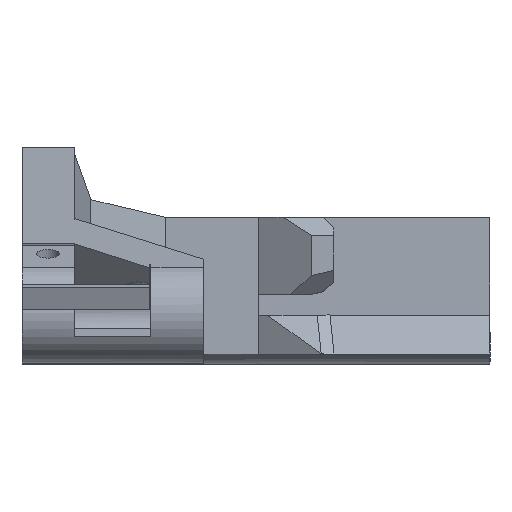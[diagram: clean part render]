
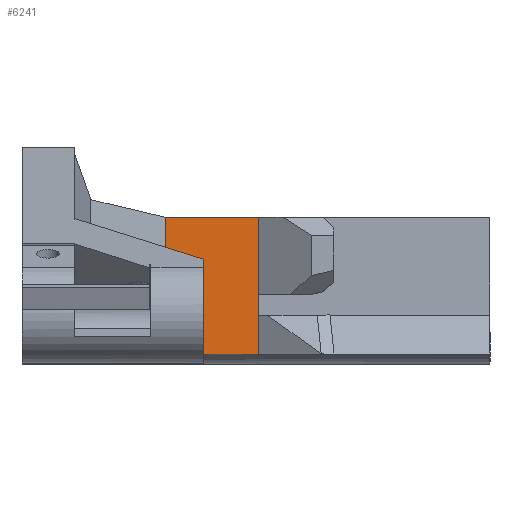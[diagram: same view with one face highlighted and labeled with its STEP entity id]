
A CAD part, top view. The second image highlights one B-rep face of the part: STEP entity #6241.
In plain terms, the highlighted planar face has unit normal (0, 0, 1).
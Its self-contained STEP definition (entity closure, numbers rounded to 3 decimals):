
#173 = PLANE('',#174);
#174 = AXIS2_PLACEMENT_3D('',#175,#176,#177);
#175 = CARTESIAN_POINT('',(-3.645,-15.553,
    -0.241));
#176 = DIRECTION('',(0.,0.722,-0.692));
#177 = DIRECTION('',(0.,0.692,0.722));
#202 = CYLINDRICAL_SURFACE('',#203,9.5);
#203 = AXIS2_PLACEMENT_3D('',#204,#205,#206);
#204 = CARTESIAN_POINT('',(-45.542,-32.1,-3.784));
#205 = DIRECTION('',(-1.,0.,0.));
#206 = DIRECTION('',(0.,-1.,0.));
#4441 = VERTEX_POINT('',#4442);
#4442 = CARTESIAN_POINT('',(0.,-39.561,2.096));
#4457 = PLANE('',#4458);
#4458 = AXIS2_PLACEMENT_3D('',#4459,#4460,#4461);
#4459 = CARTESIAN_POINT('',(0.,0.,10.096));
#4460 = DIRECTION('',(1.,0.,0.));
#4461 = DIRECTION('',(0.,0.,-1.));
#4473 = EDGE_CURVE('',#4441,#4474,#4476,.T.);
#4474 = VERTEX_POINT('',#4475);
#4475 = CARTESIAN_POINT('',(-17.997,-39.561,
    2.096));
#4476 = SURFACE_CURVE('',#4477,(#4481,#4488),.PCURVE_S1.);
#4477 = LINE('',#4478,#4479);
#4478 = CARTESIAN_POINT('',(-35.542,-39.561,
    2.096));
#4479 = VECTOR('',#4480,1.);
#4480 = DIRECTION('',(-1.,0.,0.));
#4481 = PCURVE('',#202,#4482);
#4482 = DEFINITIONAL_REPRESENTATION('',(#4483),#4487);
#4483 = LINE('',#4484,#4485);
#4484 = CARTESIAN_POINT('',(6.951,-10.));
#4485 = VECTOR('',#4486,1.);
#4486 = DIRECTION('',(0.,1.));
#4487 = ( GEOMETRIC_REPRESENTATION_CONTEXT(2) 
PARAMETRIC_REPRESENTATION_CONTEXT() REPRESENTATION_CONTEXT('2D SPACE',''
  ) );
#4488 = PCURVE('',#4489,#4494);
#4489 = PLANE('',#4490);
#4490 = AXIS2_PLACEMENT_3D('',#4491,#4492,#4493);
#4491 = CARTESIAN_POINT('',(-17.997,0.,2.096));
#4492 = DIRECTION('',(0.,0.,1.));
#4493 = DIRECTION('',(1.,0.,0.));
#4494 = DEFINITIONAL_REPRESENTATION('',(#4495),#4499);
#4495 = LINE('',#4496,#4497);
#4496 = CARTESIAN_POINT('',(-17.545,-39.561));
#4497 = VECTOR('',#4498,1.);
#4498 = DIRECTION('',(-1.,0.));
#4499 = ( GEOMETRIC_REPRESENTATION_CONTEXT(2) 
PARAMETRIC_REPRESENTATION_CONTEXT() REPRESENTATION_CONTEXT('2D SPACE',''
  ) );
#4540 = PLANE('',#4541);
#4541 = AXIS2_PLACEMENT_3D('',#4542,#4543,#4544);
#4542 = CARTESIAN_POINT('',(-32.283,0.,5.653));
#4543 = DIRECTION('',(0.242,0.,0.97));
#4544 = DIRECTION('',(0.97,0.,-0.242));
#4752 = VERTEX_POINT('',#4753);
#4753 = CARTESIAN_POINT('',(-17.997,-13.315,
    2.096));
#4774 = EDGE_CURVE('',#4775,#4752,#4777,.T.);
#4775 = VERTEX_POINT('',#4776);
#4776 = CARTESIAN_POINT('',(0.,-13.315,2.096));
#4777 = SURFACE_CURVE('',#4778,(#4782,#4789),.PCURVE_S1.);
#4778 = LINE('',#4779,#4780);
#4779 = CARTESIAN_POINT('',(-26.769,-13.315,
    2.096));
#4780 = VECTOR('',#4781,1.);
#4781 = DIRECTION('',(-1.,0.,0.));
#4782 = PCURVE('',#173,#4783);
#4783 = DEFINITIONAL_REPRESENTATION('',(#4784),#4788);
#4784 = LINE('',#4785,#4786);
#4785 = CARTESIAN_POINT('',(3.235,-23.124));
#4786 = VECTOR('',#4787,1.);
#4787 = DIRECTION('',(0.,-1.));
#4788 = ( GEOMETRIC_REPRESENTATION_CONTEXT(2) 
PARAMETRIC_REPRESENTATION_CONTEXT() REPRESENTATION_CONTEXT('2D SPACE',''
  ) );
#4789 = PCURVE('',#4489,#4790);
#4790 = DEFINITIONAL_REPRESENTATION('',(#4791),#4795);
#4791 = LINE('',#4792,#4793);
#4792 = CARTESIAN_POINT('',(-8.773,-13.315));
#4793 = VECTOR('',#4794,1.);
#4794 = DIRECTION('',(-1.,0.));
#4795 = ( GEOMETRIC_REPRESENTATION_CONTEXT(2) 
PARAMETRIC_REPRESENTATION_CONTEXT() REPRESENTATION_CONTEXT('2D SPACE',''
  ) );
#6220 = EDGE_CURVE('',#4775,#4441,#6221,.T.);
#6221 = SURFACE_CURVE('',#6222,(#6226,#6233),.PCURVE_S1.);
#6222 = LINE('',#6223,#6224);
#6223 = CARTESIAN_POINT('',(0.,0.,2.096));
#6224 = VECTOR('',#6225,1.);
#6225 = DIRECTION('',(0.,-1.,0.));
#6226 = PCURVE('',#4457,#6227);
#6227 = DEFINITIONAL_REPRESENTATION('',(#6228),#6232);
#6228 = LINE('',#6229,#6230);
#6229 = CARTESIAN_POINT('',(8.,0.));
#6230 = VECTOR('',#6231,1.);
#6231 = DIRECTION('',(0.,-1.));
#6232 = ( GEOMETRIC_REPRESENTATION_CONTEXT(2) 
PARAMETRIC_REPRESENTATION_CONTEXT() REPRESENTATION_CONTEXT('2D SPACE',''
  ) );
#6233 = PCURVE('',#4489,#6234);
#6234 = DEFINITIONAL_REPRESENTATION('',(#6235),#6239);
#6235 = LINE('',#6236,#6237);
#6236 = CARTESIAN_POINT('',(17.997,0.));
#6237 = VECTOR('',#6238,1.);
#6238 = DIRECTION('',(0.,-1.));
#6239 = ( GEOMETRIC_REPRESENTATION_CONTEXT(2) 
PARAMETRIC_REPRESENTATION_CONTEXT() REPRESENTATION_CONTEXT('2D SPACE',''
  ) );
#6241 = ADVANCED_FACE('',(#6242),#4489,.T.);
#6242 = FACE_BOUND('',#6243,.T.);
#6243 = EDGE_LOOP('',(#6244,#6245,#6266,#6267));
#6244 = ORIENTED_EDGE('',*,*,#4774,.T.);
#6245 = ORIENTED_EDGE('',*,*,#6246,.T.);
#6246 = EDGE_CURVE('',#4752,#4474,#6247,.T.);
#6247 = SURFACE_CURVE('',#6248,(#6252,#6259),.PCURVE_S1.);
#6248 = LINE('',#6249,#6250);
#6249 = CARTESIAN_POINT('',(-17.997,0.,2.096));
#6250 = VECTOR('',#6251,1.);
#6251 = DIRECTION('',(0.,-1.,0.));
#6252 = PCURVE('',#4489,#6253);
#6253 = DEFINITIONAL_REPRESENTATION('',(#6254),#6258);
#6254 = LINE('',#6255,#6256);
#6255 = CARTESIAN_POINT('',(0.,0.));
#6256 = VECTOR('',#6257,1.);
#6257 = DIRECTION('',(0.,-1.));
#6258 = ( GEOMETRIC_REPRESENTATION_CONTEXT(2) 
PARAMETRIC_REPRESENTATION_CONTEXT() REPRESENTATION_CONTEXT('2D SPACE',''
  ) );
#6259 = PCURVE('',#4540,#6260);
#6260 = DEFINITIONAL_REPRESENTATION('',(#6261),#6265);
#6261 = LINE('',#6262,#6263);
#6262 = CARTESIAN_POINT('',(14.722,0.));
#6263 = VECTOR('',#6264,1.);
#6264 = DIRECTION('',(0.,-1.));
#6265 = ( GEOMETRIC_REPRESENTATION_CONTEXT(2) 
PARAMETRIC_REPRESENTATION_CONTEXT() REPRESENTATION_CONTEXT('2D SPACE',''
  ) );
#6266 = ORIENTED_EDGE('',*,*,#4473,.F.);
#6267 = ORIENTED_EDGE('',*,*,#6220,.F.);
